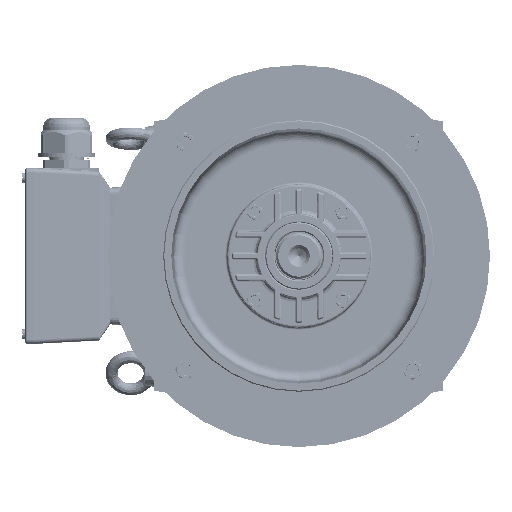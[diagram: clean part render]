
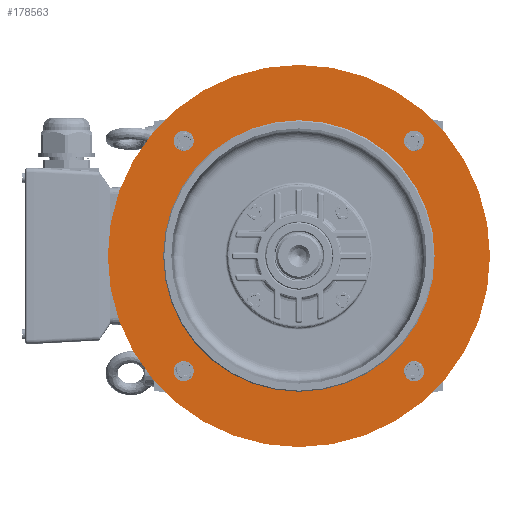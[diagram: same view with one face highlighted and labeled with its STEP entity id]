
A CAD part, left-side view. The second image highlights one B-rep face of the part: STEP entity #178563.
In plain terms, the highlighted planar face has unit normal (-1, 0, 0).
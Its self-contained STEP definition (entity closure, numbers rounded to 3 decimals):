
#1327 = DIRECTION ( 'NONE',  ( 0., -1., 0. ) ) ;
#1423 = VERTEX_POINT ( 'NONE', #218687 ) ;
#1949 = DIRECTION ( 'NONE',  ( -1., 0., 0. ) ) ;
#5677 = CARTESIAN_POINT ( 'NONE',  ( -286.809, 4.8, 334. ) ) ;
#7138 = EDGE_LOOP ( 'NONE', ( #257628, #65344 ) ) ;
#10904 = AXIS2_PLACEMENT_3D ( 'NONE', #149200, #1949, #192719 ) ;
#12030 = FACE_BOUND ( 'NONE', #240307, .T. ) ;
#15988 = CIRCLE ( 'NONE', #232759, 9.25 ) ;
#16425 = DIRECTION ( 'NONE',  ( -1., 0., 0. ) ) ;
#19927 = ORIENTED_EDGE ( 'NONE', *, *, #62185, .F. ) ;
#22126 = CIRCLE ( 'NONE', #118167, 176. ) ;
#28322 = EDGE_CURVE ( 'NONE', #79384, #298364, #332793, .T. ) ;
#28598 = DIRECTION ( 'NONE',  ( 0., -1., 0. ) ) ;
#35581 = CIRCLE ( 'NONE', #10904, 9.25 ) ;
#38094 = ORIENTED_EDGE ( 'NONE', *, *, #64519, .F. ) ;
#38872 = CARTESIAN_POINT ( 'NONE',  ( -286.809, -101.266, 227.934 ) ) ;
#39261 = PLANE ( 'NONE',  #331395 ) ;
#40955 = DIRECTION ( 'NONE',  ( 0., -1., 0. ) ) ;
#44858 = DIRECTION ( 'NONE',  ( -1., 0., 0. ) ) ;
#49756 = CARTESIAN_POINT ( 'NONE',  ( -286.809, 120.116, 227.934 ) ) ;
#54428 = EDGE_LOOP ( 'NONE', ( #101030, #133623 ) ) ;
#61766 = DIRECTION ( 'NONE',  ( 0., -1., 0. ) ) ;
#62185 = EDGE_CURVE ( 'NONE', #106925, #264791, #35581, .T. ) ;
#62245 = EDGE_CURVE ( 'NONE', #124261, #117618, #77718, .T. ) ;
#64519 = EDGE_CURVE ( 'NONE', #264791, #106925, #281164, .T. ) ;
#65344 = ORIENTED_EDGE ( 'NONE', *, *, #104686, .F. ) ;
#67864 = CARTESIAN_POINT ( 'NONE',  ( -286.809, 110.866, 227.934 ) ) ;
#72395 = CARTESIAN_POINT ( 'NONE',  ( -286.809, 180.8, 334. ) ) ;
#73779 = DIRECTION ( 'NONE',  ( -1., 0., 0. ) ) ;
#77718 = CIRCLE ( 'NONE', #284100, 9.25 ) ;
#79091 = CARTESIAN_POINT ( 'NONE',  ( -286.809, -120.2, 334. ) ) ;
#79384 = VERTEX_POINT ( 'NONE', #189468 ) ;
#81509 = EDGE_CURVE ( 'NONE', #218119, #143325, #116489, .T. ) ;
#85238 = ORIENTED_EDGE ( 'NONE', *, *, #164367, .F. ) ;
#86289 = DIRECTION ( 'NONE',  ( -1., 0., 0. ) ) ;
#89270 = AXIS2_PLACEMENT_3D ( 'NONE', #5677, #16425, #207056 ) ;
#99101 = CARTESIAN_POINT ( 'NONE',  ( -286.809, 110.866, 227.934 ) ) ;
#100704 = AXIS2_PLACEMENT_3D ( 'NONE', #38872, #153246, #120594 ) ;
#101030 = ORIENTED_EDGE ( 'NONE', *, *, #315241, .T. ) ;
#104686 = EDGE_CURVE ( 'NONE', #1423, #253610, #205754, .T. ) ;
#106925 = VERTEX_POINT ( 'NONE', #236110 ) ;
#111247 = ORIENTED_EDGE ( 'NONE', *, *, #62245, .F. ) ;
#111329 = DIRECTION ( 'NONE',  ( -1., 0., 0. ) ) ;
#115488 = CARTESIAN_POINT ( 'NONE',  ( -286.809, -110.516, 227.934 ) ) ;
#116489 = CIRCLE ( 'NONE', #89270, 176. ) ;
#117618 = VERTEX_POINT ( 'NONE', #137440 ) ;
#118167 = AXIS2_PLACEMENT_3D ( 'NONE', #262886, #44858, #333833 ) ;
#119364 = DIRECTION ( 'NONE',  ( 0., -1., 0. ) ) ;
#119861 = ORIENTED_EDGE ( 'NONE', *, *, #329007, .F. ) ;
#120594 = DIRECTION ( 'NONE',  ( 0., 0., -1. ) ) ;
#124261 = VERTEX_POINT ( 'NONE', #49756 ) ;
#126350 = DIRECTION ( 'NONE',  ( -1., 0., 0. ) ) ;
#128584 = ORIENTED_EDGE ( 'NONE', *, *, #28322, .F. ) ;
#131712 = EDGE_CURVE ( 'NONE', #253610, #1423, #215347, .T. ) ;
#133623 = ORIENTED_EDGE ( 'NONE', *, *, #81509, .T. ) ;
#135335 = ORIENTED_EDGE ( 'NONE', *, *, #198839, .F. ) ;
#137440 = CARTESIAN_POINT ( 'NONE',  ( -286.809, 101.616, 227.934 ) ) ;
#137601 = CARTESIAN_POINT ( 'NONE',  ( -286.809, -101.266, 440.066 ) ) ;
#142749 = FACE_BOUND ( 'NONE', #220894, .T. ) ;
#143325 = VERTEX_POINT ( 'NONE', #196061 ) ;
#148567 = DIRECTION ( 'NONE',  ( -1., 0., 0. ) ) ;
#149200 = CARTESIAN_POINT ( 'NONE',  ( -286.809, 110.866, 440.066 ) ) ;
#153246 = DIRECTION ( 'NONE',  ( -1., 0., 0. ) ) ;
#159381 = VERTEX_POINT ( 'NONE', #115488 ) ;
#163687 = AXIS2_PLACEMENT_3D ( 'NONE', #266420, #288367, #119364 ) ;
#164367 = EDGE_CURVE ( 'NONE', #117618, #124261, #15988, .T. ) ;
#166270 = AXIS2_PLACEMENT_3D ( 'NONE', #257965, #208697, #61766 ) ;
#170904 = CARTESIAN_POINT ( 'NONE',  ( -286.809, -110.516, 440.066 ) ) ;
#172759 = EDGE_CURVE ( 'NONE', #159381, #195079, #317146, .T. ) ;
#176360 = AXIS2_PLACEMENT_3D ( 'NONE', #137601, #148567, #1327 ) ;
#178563 = ADVANCED_FACE ( 'NONE', ( #142749, #262704, #306270, #12030, #289968, #295606 ), #39261, .T. ) ;
#185706 = DIRECTION ( 'NONE',  ( -1., 0., 0. ) ) ;
#189468 = CARTESIAN_POINT ( 'NONE',  ( -286.809, -92.016, 440.066 ) ) ;
#192719 = DIRECTION ( 'NONE',  ( 0., 0., 1. ) ) ;
#195079 = VERTEX_POINT ( 'NONE', #200003 ) ;
#196061 = CARTESIAN_POINT ( 'NONE',  ( -286.809, -171.2, 334. ) ) ;
#196155 = AXIS2_PLACEMENT_3D ( 'NONE', #233169, #86289, #200482 ) ;
#198839 = EDGE_CURVE ( 'NONE', #195079, #159381, #231908, .T. ) ;
#200003 = CARTESIAN_POINT ( 'NONE',  ( -286.809, -92.016, 227.934 ) ) ;
#200482 = DIRECTION ( 'NONE',  ( 0., 0., -1. ) ) ;
#205754 = CIRCLE ( 'NONE', #166270, 125. ) ;
#207056 = DIRECTION ( 'NONE',  ( 0., -1., 0. ) ) ;
#207291 = DIRECTION ( 'NONE',  ( 0., 0., 1. ) ) ;
#208697 = DIRECTION ( 'NONE',  ( -1., 0., 0. ) ) ;
#213624 = DIRECTION ( 'NONE',  ( -1., 0., 0. ) ) ;
#215347 = CIRCLE ( 'NONE', #290579, 125. ) ;
#218119 = VERTEX_POINT ( 'NONE', #72395 ) ;
#218687 = CARTESIAN_POINT ( 'NONE',  ( -286.809, 129.8, 334. ) ) ;
#220894 = EDGE_LOOP ( 'NONE', ( #241748, #135335 ) ) ;
#229922 = CARTESIAN_POINT ( 'NONE',  ( -286.809, 4.8, 334. ) ) ;
#230966 = AXIS2_PLACEMENT_3D ( 'NONE', #316312, #185706, #207291 ) ;
#231908 = CIRCLE ( 'NONE', #100704, 9.25 ) ;
#232759 = AXIS2_PLACEMENT_3D ( 'NONE', #99101, #126350, #289717 ) ;
#233169 = CARTESIAN_POINT ( 'NONE',  ( -286.809, -101.266, 227.934 ) ) ;
#236110 = CARTESIAN_POINT ( 'NONE',  ( -286.809, 120.116, 440.066 ) ) ;
#240307 = EDGE_LOOP ( 'NONE', ( #119861, #128584 ) ) ;
#241748 = ORIENTED_EDGE ( 'NONE', *, *, #172759, .F. ) ;
#242032 = DIRECTION ( 'NONE',  ( 0., 1., 0. ) ) ;
#251377 = EDGE_LOOP ( 'NONE', ( #85238, #111247 ) ) ;
#253610 = VERTEX_POINT ( 'NONE', #79091 ) ;
#257628 = ORIENTED_EDGE ( 'NONE', *, *, #131712, .F. ) ;
#257965 = CARTESIAN_POINT ( 'NONE',  ( -286.809, 4.8, 334. ) ) ;
#262704 = FACE_BOUND ( 'NONE', #251377, .T. ) ;
#262886 = CARTESIAN_POINT ( 'NONE',  ( -286.809, 4.8, 334. ) ) ;
#264791 = VERTEX_POINT ( 'NONE', #271475 ) ;
#266420 = CARTESIAN_POINT ( 'NONE',  ( -286.809, -101.266, 440.066 ) ) ;
#271475 = CARTESIAN_POINT ( 'NONE',  ( -286.809, 101.616, 440.066 ) ) ;
#281164 = CIRCLE ( 'NONE', #230966, 9.25 ) ;
#284100 = AXIS2_PLACEMENT_3D ( 'NONE', #67864, #111329, #242032 ) ;
#284589 = CIRCLE ( 'NONE', #163687, 9.25 ) ;
#288367 = DIRECTION ( 'NONE',  ( -1., 0., 0. ) ) ;
#289717 = DIRECTION ( 'NONE',  ( 0., 1., 0. ) ) ;
#289968 = FACE_OUTER_BOUND ( 'NONE', #54428, .T. ) ;
#290579 = AXIS2_PLACEMENT_3D ( 'NONE', #318948, #73779, #40955 ) ;
#295606 = FACE_BOUND ( 'NONE', #7138, .T. ) ;
#298364 = VERTEX_POINT ( 'NONE', #170904 ) ;
#306270 = FACE_BOUND ( 'NONE', #331813, .T. ) ;
#315241 = EDGE_CURVE ( 'NONE', #143325, #218119, #22126, .T. ) ;
#316312 = CARTESIAN_POINT ( 'NONE',  ( -286.809, 110.866, 440.066 ) ) ;
#317146 = CIRCLE ( 'NONE', #196155, 9.25 ) ;
#318948 = CARTESIAN_POINT ( 'NONE',  ( -286.809, 4.8, 334. ) ) ;
#329007 = EDGE_CURVE ( 'NONE', #298364, #79384, #284589, .T. ) ;
#331395 = AXIS2_PLACEMENT_3D ( 'NONE', #229922, #213624, #28598 ) ;
#331813 = EDGE_LOOP ( 'NONE', ( #38094, #19927 ) ) ;
#332793 = CIRCLE ( 'NONE', #176360, 9.25 ) ;
#333833 = DIRECTION ( 'NONE',  ( 0., -1., 0. ) ) ;
